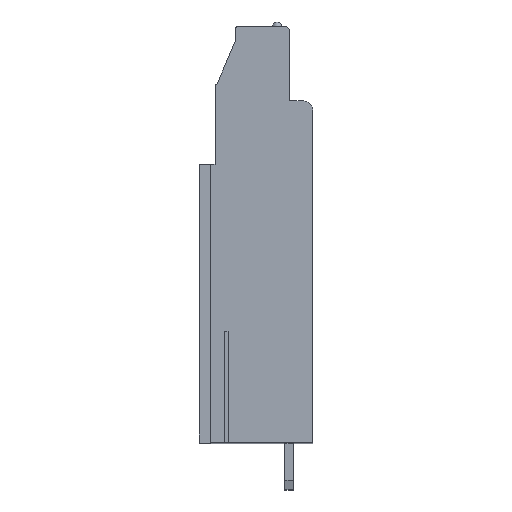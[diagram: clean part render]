
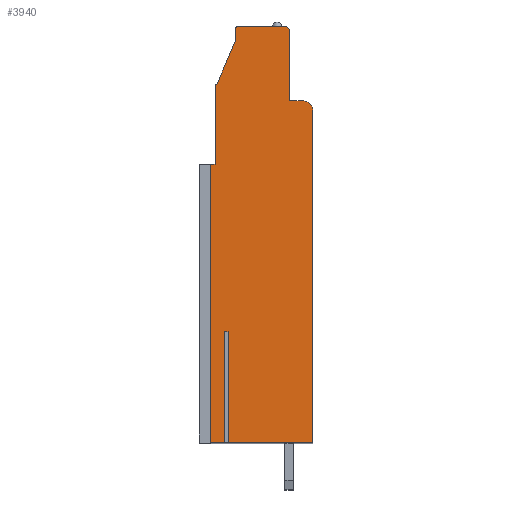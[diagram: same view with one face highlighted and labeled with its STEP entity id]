
A CAD part, top view. The second image highlights one B-rep face of the part: STEP entity #3940.
In plain terms, the highlighted planar face has unit normal (0, 0, 1).
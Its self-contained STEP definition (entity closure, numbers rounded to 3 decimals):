
#13=DIRECTION('',(0.,1.,0.));
#14=VECTOR('',#13,30.);
#15=CARTESIAN_POINT('',(-5.16,-17.199,33.02));
#16=LINE('',#15,#14);
#17=DIRECTION('',(-1.,0.,0.));
#18=VECTOR('',#17,0.5);
#19=CARTESIAN_POINT('',(-4.66,12.801,33.02));
#20=LINE('',#19,#18);
#21=DIRECTION('',(0.,-1.,0.));
#22=VECTOR('',#21,8.4);
#23=CARTESIAN_POINT('',(-4.66,21.201,33.02));
#24=LINE('',#23,#22);
#25=CARTESIAN_POINT('',(-4.46,21.201,33.02));
#26=DIRECTION('',(0.,0.,1.));
#27=DIRECTION('',(0.,1.,0.));
#28=AXIS2_PLACEMENT_3D('',#25,#26,#27);
#30=DIRECTION('',(-0.392,-0.92,0.));
#31=VECTOR('',#30,5.108);
#32=CARTESIAN_POINT('',(-2.46,26.101,33.02));
#33=LINE('',#32,#31);
#34=DIRECTION('',(0.,-1.,0.));
#35=VECTOR('',#34,1.2);
#36=CARTESIAN_POINT('',(-2.46,27.301,33.02));
#37=LINE('',#36,#35);
#38=CARTESIAN_POINT('',(-2.16,27.301,33.02));
#39=DIRECTION('',(0.,0.,1.));
#40=DIRECTION('',(0.,1.,0.));
#41=AXIS2_PLACEMENT_3D('',#38,#39,#40);
#43=DIRECTION('',(-1.,0.,0.));
#44=VECTOR('',#43,5.);
#45=CARTESIAN_POINT('',(2.84,27.601,33.02));
#46=LINE('',#45,#44);
#47=CARTESIAN_POINT('',(2.84,27.101,33.02));
#48=DIRECTION('',(0.,0.,1.));
#49=DIRECTION('',(1.,0.,0.));
#50=AXIS2_PLACEMENT_3D('',#47,#48,#49);
#52=DIRECTION('',(0.,1.,0.));
#53=VECTOR('',#52,7.5);
#54=CARTESIAN_POINT('',(3.34,19.601,33.02));
#55=LINE('',#54,#53);
#56=DIRECTION('',(-1.,0.,0.));
#57=VECTOR('',#56,1.5);
#58=CARTESIAN_POINT('',(4.84,19.601,33.02));
#59=LINE('',#58,#57);
#60=CARTESIAN_POINT('',(4.84,18.601,33.02));
#61=DIRECTION('',(0.,0.,1.));
#62=DIRECTION('',(1.,0.,0.));
#63=AXIS2_PLACEMENT_3D('',#60,#61,#62);
#65=DIRECTION('',(0.,1.,0.));
#66=VECTOR('',#65,35.8);
#67=CARTESIAN_POINT('',(5.84,-17.199,33.02));
#68=LINE('',#67,#66);
#69=DIRECTION('',(1.,0.,0.));
#70=VECTOR('',#69,9.11);
#71=CARTESIAN_POINT('',(-3.27,-17.199,33.02));
#72=LINE('',#71,#70);
#73=DIRECTION('',(0.,1.,0.));
#74=VECTOR('',#73,11.95);
#75=CARTESIAN_POINT('',(-3.27,-17.199,33.02));
#76=LINE('',#75,#74);
#77=DIRECTION('',(-1.,0.,0.));
#78=VECTOR('',#77,0.38);
#79=CARTESIAN_POINT('',(-3.27,-5.249,33.02));
#80=LINE('',#79,#78);
#81=DIRECTION('',(0.,1.,0.));
#82=VECTOR('',#81,11.95);
#83=CARTESIAN_POINT('',(-3.65,-17.199,33.02));
#84=LINE('',#83,#82);
#85=DIRECTION('',(1.,0.,0.));
#86=VECTOR('',#85,1.51);
#87=CARTESIAN_POINT('',(-5.16,-17.199,33.02));
#88=LINE('',#87,#86);
#3003=CARTESIAN_POINT('',(5.84,-17.199,33.02));
#3004=CARTESIAN_POINT('',(5.84,18.601,33.02));
#3005=VERTEX_POINT('',#3003);
#3006=VERTEX_POINT('',#3004);
#3007=CARTESIAN_POINT('',(4.84,19.601,33.02));
#3008=VERTEX_POINT('',#3007);
#3009=CARTESIAN_POINT('',(3.34,19.601,33.02));
#3010=VERTEX_POINT('',#3009);
#3011=CARTESIAN_POINT('',(3.34,27.101,33.02));
#3012=VERTEX_POINT('',#3011);
#3013=CARTESIAN_POINT('',(2.84,27.601,33.02));
#3014=VERTEX_POINT('',#3013);
#3015=CARTESIAN_POINT('',(-2.16,27.601,33.02));
#3016=VERTEX_POINT('',#3015);
#3017=CARTESIAN_POINT('',(-2.46,27.301,33.02));
#3018=VERTEX_POINT('',#3017);
#3019=CARTESIAN_POINT('',(-2.46,26.101,33.02));
#3020=VERTEX_POINT('',#3019);
#3021=CARTESIAN_POINT('',(-4.46,21.401,33.02));
#3022=VERTEX_POINT('',#3021);
#3023=CARTESIAN_POINT('',(-4.66,21.201,33.02));
#3024=VERTEX_POINT('',#3023);
#3025=CARTESIAN_POINT('',(-4.66,12.801,33.02));
#3026=VERTEX_POINT('',#3025);
#3139=CARTESIAN_POINT('',(-3.27,-5.249,33.02));
#3140=CARTESIAN_POINT('',(-3.65,-5.249,33.02));
#3141=VERTEX_POINT('',#3139);
#3142=VERTEX_POINT('',#3140);
#3143=CARTESIAN_POINT('',(-3.27,-17.199,33.02));
#3144=VERTEX_POINT('',#3143);
#3145=CARTESIAN_POINT('',(-3.65,-17.199,33.02));
#3146=VERTEX_POINT('',#3145);
#3155=CARTESIAN_POINT('',(-5.16,-17.199,33.02));
#3156=CARTESIAN_POINT('',(-5.16,12.801,33.02));
#3157=VERTEX_POINT('',#3155);
#3158=VERTEX_POINT('',#3156);
#3897=CARTESIAN_POINT('',(0.,0.,33.02));
#3898=DIRECTION('',(0.,0.,1.));
#3899=DIRECTION('',(1.,0.,0.));
#3900=AXIS2_PLACEMENT_3D('',#3897,#3898,#3899);
#3901=PLANE('',#3900);
#3903=ORIENTED_EDGE('',*,*,#3902,.T.);
#3905=ORIENTED_EDGE('',*,*,#3904,.F.);
#3907=ORIENTED_EDGE('',*,*,#3906,.F.);
#3909=ORIENTED_EDGE('',*,*,#3908,.F.);
#3911=ORIENTED_EDGE('',*,*,#3910,.F.);
#3913=ORIENTED_EDGE('',*,*,#3912,.F.);
#3915=ORIENTED_EDGE('',*,*,#3914,.F.);
#3917=ORIENTED_EDGE('',*,*,#3916,.F.);
#3919=ORIENTED_EDGE('',*,*,#3918,.F.);
#3921=ORIENTED_EDGE('',*,*,#3920,.F.);
#3923=ORIENTED_EDGE('',*,*,#3922,.F.);
#3925=ORIENTED_EDGE('',*,*,#3924,.F.);
#3927=ORIENTED_EDGE('',*,*,#3926,.F.);
#3929=ORIENTED_EDGE('',*,*,#3928,.F.);
#3931=ORIENTED_EDGE('',*,*,#3930,.T.);
#3933=ORIENTED_EDGE('',*,*,#3932,.T.);
#3935=ORIENTED_EDGE('',*,*,#3934,.F.);
#3937=ORIENTED_EDGE('',*,*,#3936,.F.);
#3938=EDGE_LOOP('',(#3903,#3905,#3907,#3909,#3911,#3913,#3915,#3917,#3919,#3921,
#3923,#3925,#3927,#3929,#3931,#3933,#3935,#3937));
#3939=FACE_OUTER_BOUND('',#3938,.F.);
#29=CIRCLE('',#28,0.2);
#42=CIRCLE('',#41,0.3);
#51=CIRCLE('',#50,0.5);
#64=CIRCLE('',#63,1.);
#3902=EDGE_CURVE('',#3157,#3158,#16,.T.);
#3904=EDGE_CURVE('',#3026,#3158,#20,.T.);
#3906=EDGE_CURVE('',#3024,#3026,#24,.T.);
#3908=EDGE_CURVE('',#3022,#3024,#29,.T.);
#3910=EDGE_CURVE('',#3020,#3022,#33,.T.);
#3912=EDGE_CURVE('',#3018,#3020,#37,.T.);
#3914=EDGE_CURVE('',#3016,#3018,#42,.T.);
#3916=EDGE_CURVE('',#3014,#3016,#46,.T.);
#3918=EDGE_CURVE('',#3012,#3014,#51,.T.);
#3920=EDGE_CURVE('',#3010,#3012,#55,.T.);
#3922=EDGE_CURVE('',#3008,#3010,#59,.T.);
#3924=EDGE_CURVE('',#3006,#3008,#64,.T.);
#3926=EDGE_CURVE('',#3005,#3006,#68,.T.);
#3928=EDGE_CURVE('',#3144,#3005,#72,.T.);
#3930=EDGE_CURVE('',#3144,#3141,#76,.T.);
#3932=EDGE_CURVE('',#3141,#3142,#80,.T.);
#3934=EDGE_CURVE('',#3146,#3142,#84,.T.);
#3936=EDGE_CURVE('',#3157,#3146,#88,.T.);
#3940=ADVANCED_FACE('',(#3939),#3901,.T.);
